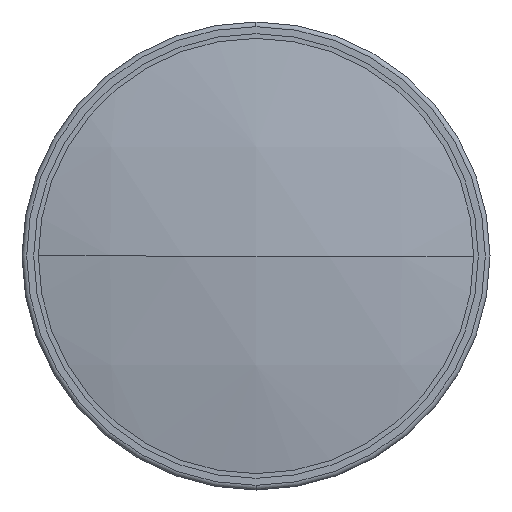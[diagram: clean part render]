
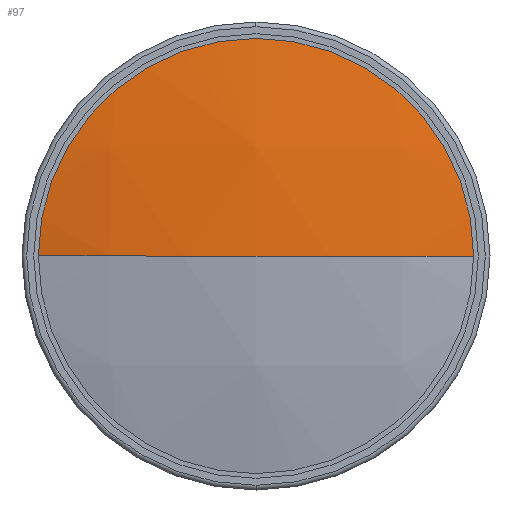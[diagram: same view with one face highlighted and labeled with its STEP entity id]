
A CAD part, left-side view. The second image highlights one B-rep face of the part: STEP entity #97.
In plain terms, the highlighted spherical face has radius 224 mm.
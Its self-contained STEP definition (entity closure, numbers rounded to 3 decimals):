
#97 = ADVANCED_FACE ( 'NONE', ( #2148 ), #2149, .T. ) ;
#262 = AXIS2_PLACEMENT_3D ( 'NONE', #798, #806, #807 ) ;
#434 = EDGE_CURVE ( 'NONE', #1923, #1924, #1056, .T. ) ;
#437 = EDGE_CURVE ( 'NONE', #1925, #1924, #1060, .T. ) ;
#522 = EDGE_CURVE ( 'NONE', #1923, #1925, #1168, .T. ) ;
#555 = EDGE_LOOP ( 'NONE', ( #660, #642, #659 ) ) ;
#642 = ORIENTED_EDGE ( 'NONE', *, *, #437, .T. ) ;
#659 = ORIENTED_EDGE ( 'NONE', *, *, #434, .F. ) ;
#660 = ORIENTED_EDGE ( 'NONE', *, *, #522, .T. ) ;
#798 = CARTESIAN_POINT ( 'NONE',  ( -31.295, 0., 0. ) ) ;
#806 = DIRECTION ( 'NONE',  ( 0., 0., 1. ) ) ;
#807 = DIRECTION ( 'NONE',  ( 0., -1., 0. ) ) ;
#1056 = CIRCLE ( 'NONE', #1243, 224. ) ;
#1060 = CIRCLE ( 'NONE', #1245, 224. ) ;
#1168 = CIRCLE ( 'NONE', #1761, 46.5 ) ;
#1243 = AXIS2_PLACEMENT_3D ( 'NONE', #1400, #1401, #1402 ) ;
#1245 = AXIS2_PLACEMENT_3D ( 'NONE', #1406, #1407, #1408 ) ;
#1400 = CARTESIAN_POINT ( 'NONE',  ( -31.295, 0., 0. ) ) ;
#1401 = DIRECTION ( 'NONE',  ( 0., 0., -1. ) ) ;
#1402 = DIRECTION ( 'NONE',  ( -1., 0., 0. ) ) ;
#1406 = CARTESIAN_POINT ( 'NONE',  ( -31.295, 0., 0. ) ) ;
#1407 = DIRECTION ( 'NONE',  ( 0., 0., 1. ) ) ;
#1408 = DIRECTION ( 'NONE',  ( 0., -1., 0. ) ) ;
#1634 = CARTESIAN_POINT ( 'NONE',  ( -250.415, 0., 0. ) ) ;
#1635 = DIRECTION ( 'NONE',  ( -1., 0., 0. ) ) ;
#1636 = DIRECTION ( 'NONE',  ( 0., 0., -1. ) ) ;
#1761 = AXIS2_PLACEMENT_3D ( 'NONE', #1634, #1635, #1636 ) ;
#1923 = VERTEX_POINT ( 'NONE', #2407 ) ;
#1924 = VERTEX_POINT ( 'NONE', #2408 ) ;
#1925 = VERTEX_POINT ( 'NONE', #2409 ) ;
#2148 = FACE_OUTER_BOUND ( 'NONE', #555, .T. ) ;
#2149 = SPHERICAL_SURFACE ( 'NONE', #262, 224. ) ;
#2407 = CARTESIAN_POINT ( 'NONE',  ( -250.415, -46.5, 0. ) ) ;
#2408 = CARTESIAN_POINT ( 'NONE',  ( -255.295, 0., 0. ) ) ;
#2409 = CARTESIAN_POINT ( 'NONE',  ( -250.415, 46.5, 0. ) ) ;
